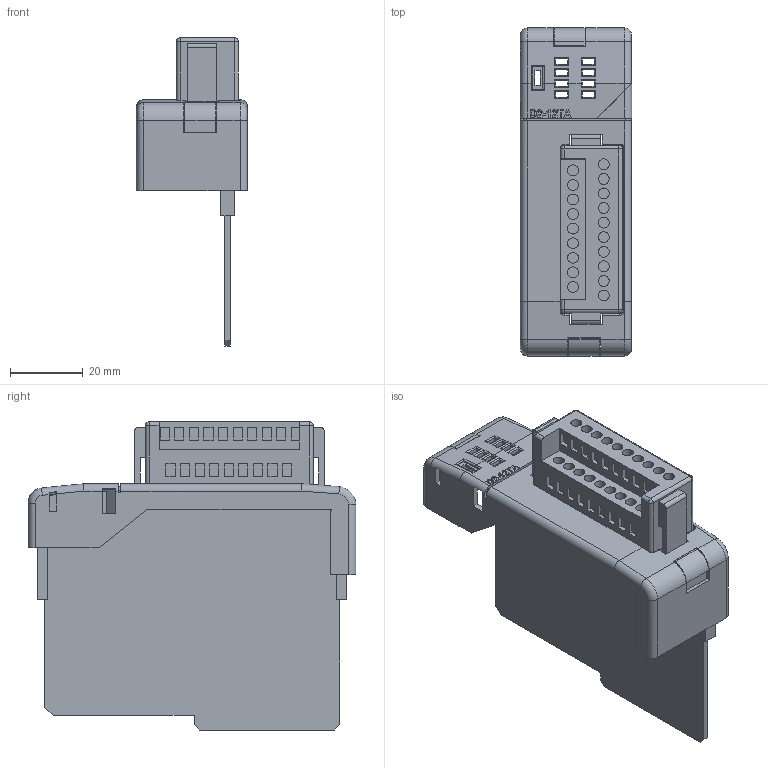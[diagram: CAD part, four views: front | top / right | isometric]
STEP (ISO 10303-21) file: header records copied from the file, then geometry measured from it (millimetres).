
FILE_DESCRIPTION (( 'STEP AP214' ), '1' );
FILE_NAME ('D2-12TA_ModuleCase Light_NEW.STEP', '2011-02-02T21:10:01', ( ' ' ), ( ' ' ), 'SwSTEP 2.0', 'SolidWorks 2009', '' );
FILE_SCHEMA (( 'AUTOMOTIVE_DESIGN' ));
Length unit declared in the file: millimetre
Products named in the file (1): D2-12TA_ModuleCase Light_NEW
Bounding box: 30.55 x 90 x 84.6 mm (x, y, z)
Volume: 30556 mm3; surface area: 32607 mm2
Topology: 2 solids, 2 shells, 610 faces, 1667 edges, 1083 vertices
Faces by surface type: plane 403, cylinder 158, bspline 34, torus 11, sphere 4
Entity records: 27331 total; most frequent: CARTESIAN_POINT 5391, ORIENTED_EDGE 3326, DIRECTION 2877, EDGE_CURVE 1663, LINE 1279, VECTOR 1279, VERTEX_POINT 1083, AXIS2_PLACEMENT_3D 799
